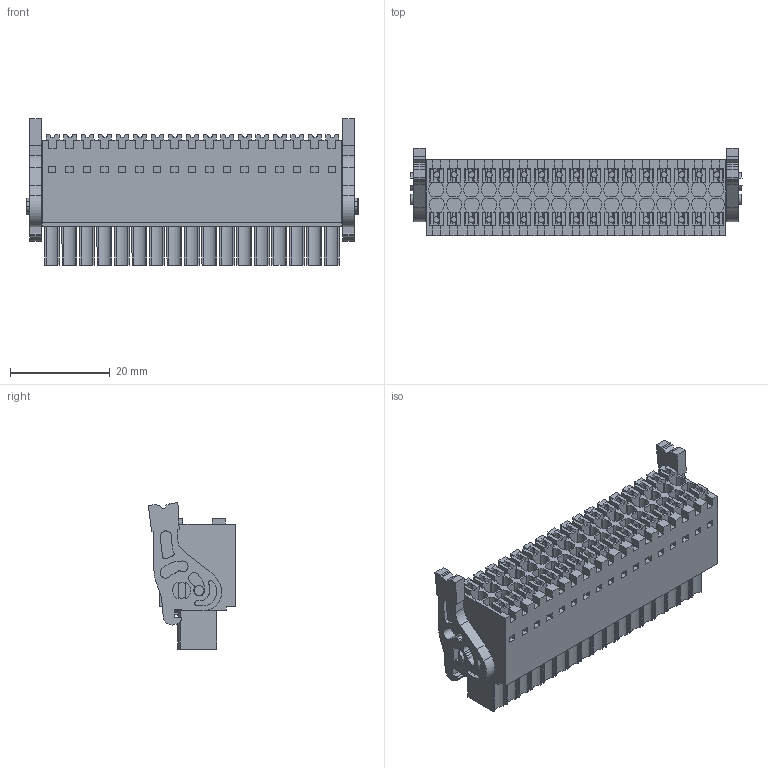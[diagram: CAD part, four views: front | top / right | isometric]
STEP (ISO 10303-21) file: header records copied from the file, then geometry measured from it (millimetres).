
FILE_DESCRIPTION(('CATIA V5 STEP Exchange','CAx-IF Rec.Pracs.--- Model Styling and Organization---1.2---2011-12-15'),'2;1');
FILE_NAME ('D1450519_0', '2017-05-29T07:16:55+00:00', ('none'), ('Weidmueller'), 'CATIA Version 5-6 Release 2014', 'CATIA V5 STEP AP214', 'none');
FILE_SCHEMA(('AUTOMOTIVE_DESIGN { 1 0 10303 214 1 1 1 1 }'));
Products named in the file (1): 1278400000
Bounding box: 66.4 x 17.45 x 29.28 mm (x, y, z)
Volume: 17837.2 mm3; surface area: 13451.4 mm2
Topology: 37 solids, 37 shells, 1938 faces, 5435 edges, 3634 vertices
Faces by surface type: plane 1658, cylinder 236, extrusion 44
Entity records: 59649 total; most frequent: CARTESIAN_POINT 12900, ORIENTED_EDGE 10870, DIRECTION 7522, EDGE_CURVE 5435, VECTOR 4571, LINE 4527, VERTEX_POINT 3634, EDGE_LOOP 2081
